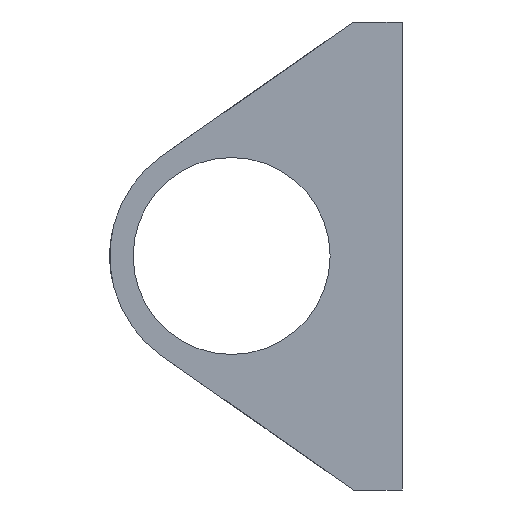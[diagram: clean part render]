
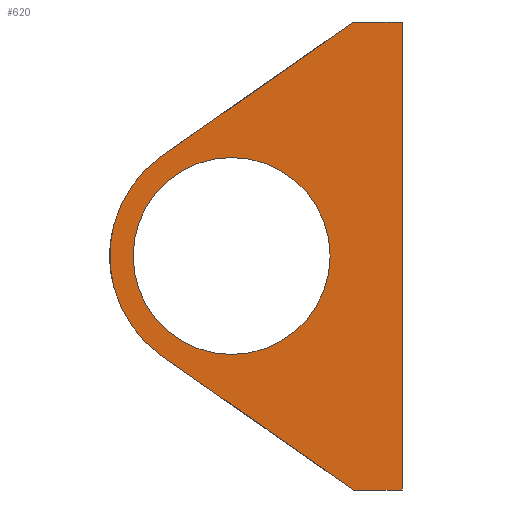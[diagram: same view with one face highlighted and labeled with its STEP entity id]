
A CAD part, front view. The second image highlights one B-rep face of the part: STEP entity #620.
In plain terms, the highlighted planar face has unit normal (0, -1, 0).
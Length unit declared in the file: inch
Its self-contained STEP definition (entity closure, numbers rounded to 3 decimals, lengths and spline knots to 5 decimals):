
#9 = CIRCLE ( 'NONE', #832, 0.505 ) ;
#21 = DIRECTION ( 'NONE',  ( 0., 1., 0. ) ) ;
#46 = DIRECTION ( 'NONE',  ( -0.819, 0., -0.573 ) ) ;
#59 = CARTESIAN_POINT ( 'NONE',  ( 0., 0., -0.505 ) ) ;
#64 = AXIS2_PLACEMENT_3D ( 'NONE', #100, #567, #538 ) ;
#75 = VERTEX_POINT ( 'NONE', #734 ) ;
#100 = CARTESIAN_POINT ( 'NONE',  ( 0., 0., 0. ) ) ;
#101 = EDGE_CURVE ( 'NONE', #284, #612, #393, .T. ) ;
#108 = ORIENTED_EDGE ( 'NONE', *, *, #514, .F. ) ;
#110 = ORIENTED_EDGE ( 'NONE', *, *, #292, .T. ) ;
#119 = DIRECTION ( 'NONE',  ( 0., 1., 0. ) ) ;
#121 = DIRECTION ( 'NONE',  ( 0., 0., 1. ) ) ;
#128 = DIRECTION ( 'NONE',  ( 0.819, 0., -0.573 ) ) ;
#131 = CIRCLE ( 'NONE', #216, 0.625 ) ;
#136 = EDGE_CURVE ( 'NONE', #191, #75, #204, .T. ) ;
#149 = VECTOR ( 'NONE', #244, 39.37008 ) ;
#165 = VECTOR ( 'NONE', #128, 39.37008 ) ;
#168 = CARTESIAN_POINT ( 'NONE',  ( 0.625, 0., 1.2 ) ) ;
#191 = VERTEX_POINT ( 'NONE', #59 ) ;
#193 = PLANE ( 'NONE',  #711 ) ;
#197 = DIRECTION ( 'NONE',  ( 0., 0., 1. ) ) ;
#204 = CIRCLE ( 'NONE', #64, 0.505 ) ;
#216 = AXIS2_PLACEMENT_3D ( 'NONE', #369, #119, #492 ) ;
#234 = VECTOR ( 'NONE', #652, 39.37008 ) ;
#244 = DIRECTION ( 'NONE',  ( 1., 0., 0. ) ) ;
#252 = ORIENTED_EDGE ( 'NONE', *, *, #566, .T. ) ;
#274 = DIRECTION ( 'NONE',  ( 0., 0., 1. ) ) ;
#284 = VERTEX_POINT ( 'NONE', #168 ) ;
#292 = EDGE_CURVE ( 'NONE', #632, #612, #700, .T. ) ;
#300 = VERTEX_POINT ( 'NONE', #376 ) ;
#352 = ORIENTED_EDGE ( 'NONE', *, *, #136, .T. ) ;
#369 = CARTESIAN_POINT ( 'NONE',  ( 0., 0., 0. ) ) ;
#376 = CARTESIAN_POINT ( 'NONE',  ( 0.625, 0., -1.2 ) ) ;
#378 = CARTESIAN_POINT ( 'NONE',  ( -0.35827, 0., -0.51212 ) ) ;
#382 = EDGE_LOOP ( 'NONE', ( #352, #674 ) ) ;
#393 = LINE ( 'NONE', #605, #234 ) ;
#420 = CARTESIAN_POINT ( 'NONE',  ( 0., 0., -1.2 ) ) ;
#442 = LINE ( 'NONE', #378, #165 ) ;
#444 = EDGE_CURVE ( 'NONE', #284, #752, #604, .T. ) ;
#492 = DIRECTION ( 'NONE',  ( 0., 0., 1. ) ) ;
#503 = DIRECTION ( 'NONE',  ( 0., 1., 0. ) ) ;
#514 = EDGE_CURVE ( 'NONE', #791, #752, #131, .T. ) ;
#524 = CARTESIAN_POINT ( 'NONE',  ( 0., 0., 0. ) ) ;
#538 = DIRECTION ( 'NONE',  ( 0., 0., 1. ) ) ;
#539 = ORIENTED_EDGE ( 'NONE', *, *, #444, .T. ) ;
#551 = LINE ( 'NONE', #420, #149 ) ;
#552 = CARTESIAN_POINT ( 'NONE',  ( 0.875, 0., 0. ) ) ;
#554 = CARTESIAN_POINT ( 'NONE',  ( 0.875, 0., 1.2 ) ) ;
#560 = CARTESIAN_POINT ( 'NONE',  ( -0.35827, 0., -0.51212 ) ) ;
#566 = EDGE_CURVE ( 'NONE', #300, #632, #551, .T. ) ;
#567 = DIRECTION ( 'NONE',  ( 0., 1., 0. ) ) ;
#577 = CARTESIAN_POINT ( 'NONE',  ( 0.875, 0., -1.2 ) ) ;
#603 = ORIENTED_EDGE ( 'NONE', *, *, #101, .F. ) ;
#604 = LINE ( 'NONE', #828, #796 ) ;
#605 = CARTESIAN_POINT ( 'NONE',  ( 0., 0., 1.2 ) ) ;
#612 = VERTEX_POINT ( 'NONE', #554 ) ;
#620 = ADVANCED_FACE ( 'NONE', ( #833, #773 ), #193, .F. ) ;
#625 = VECTOR ( 'NONE', #121, 39.37008 ) ;
#632 = VERTEX_POINT ( 'NONE', #577 ) ;
#643 = CARTESIAN_POINT ( 'NONE',  ( -0.35827, 0., 0.51212 ) ) ;
#652 = DIRECTION ( 'NONE',  ( 1., 0., 0. ) ) ;
#674 = ORIENTED_EDGE ( 'NONE', *, *, #821, .T. ) ;
#684 = EDGE_LOOP ( 'NONE', ( #108, #836, #252, #110, #603, #539 ) ) ;
#700 = LINE ( 'NONE', #552, #625 ) ;
#702 = CARTESIAN_POINT ( 'NONE',  ( 0., 0., 0. ) ) ;
#711 = AXIS2_PLACEMENT_3D ( 'NONE', #702, #503, #197 ) ;
#734 = CARTESIAN_POINT ( 'NONE',  ( 0., 0., 0.505 ) ) ;
#744 = EDGE_CURVE ( 'NONE', #791, #300, #442, .T. ) ;
#752 = VERTEX_POINT ( 'NONE', #643 ) ;
#773 = FACE_OUTER_BOUND ( 'NONE', #684, .T. ) ;
#791 = VERTEX_POINT ( 'NONE', #560 ) ;
#796 = VECTOR ( 'NONE', #46, 39.37008 ) ;
#821 = EDGE_CURVE ( 'NONE', #75, #191, #9, .T. ) ;
#828 = CARTESIAN_POINT ( 'NONE',  ( -0.35827, 0., 0.51212 ) ) ;
#832 = AXIS2_PLACEMENT_3D ( 'NONE', #524, #21, #274 ) ;
#833 = FACE_BOUND ( 'NONE', #382, .T. ) ;
#836 = ORIENTED_EDGE ( 'NONE', *, *, #744, .T. ) ;
